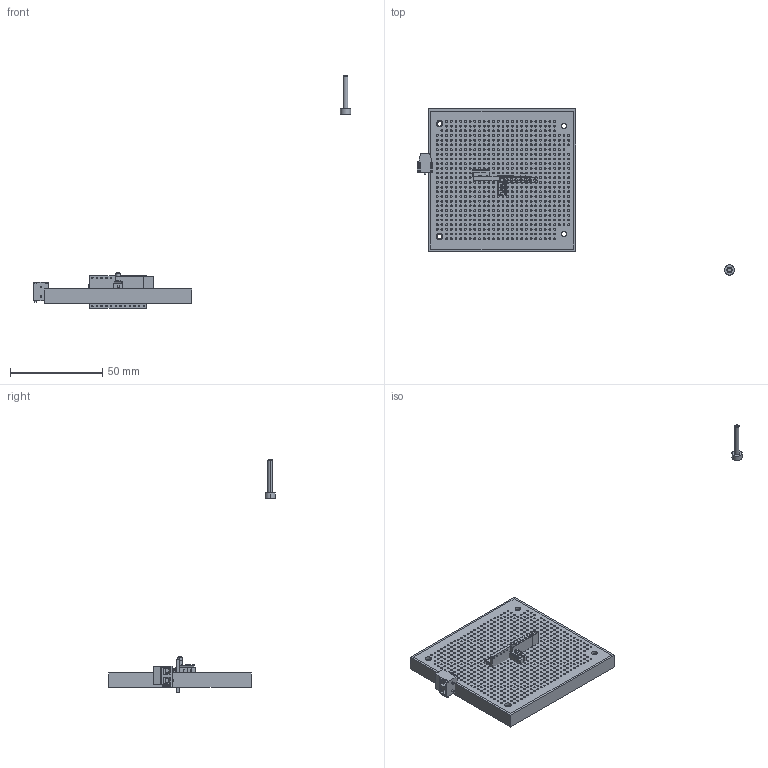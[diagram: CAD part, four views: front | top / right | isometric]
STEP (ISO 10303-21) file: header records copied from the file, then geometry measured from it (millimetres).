
FILE_DESCRIPTION (( 'STEP AP203' ), '1' );
FILE_NAME ('CONTROL BOARD HOLDER.STEP', '2020-10-31T01:51:08', ( 'root' ), ( '' ), 'SwSTEP 2.0', 'SolidWorks 2019', '' );
FILE_SCHEMA (( 'CONFIG_CONTROL_DESIGN' ));
Length unit declared in the file: millimetre
Products named in the file (1): CONTROL BOARD HOLDER
Bounding box: 171.62 x 90.07 x 125.85 mm (x, y, z)
Volume: 24389.6 mm3; surface area: 37072.1 mm2
Topology: 11 solids, 18 shells, 2361 faces, 6699 edges, 4457 vertices
Faces by surface type: cylinder 1699, plane 633, sphere 23, cone 6
Entity records: 80988 total; most frequent: DIRECTION 14767, CARTESIAN_POINT 13421, ORIENTED_EDGE 13278, EDGE_CURVE 6639, AXIS2_PLACEMENT_3D 5766, VERTEX_POINT 4420, EDGE_LOOP 3993, CIRCLE 3404
